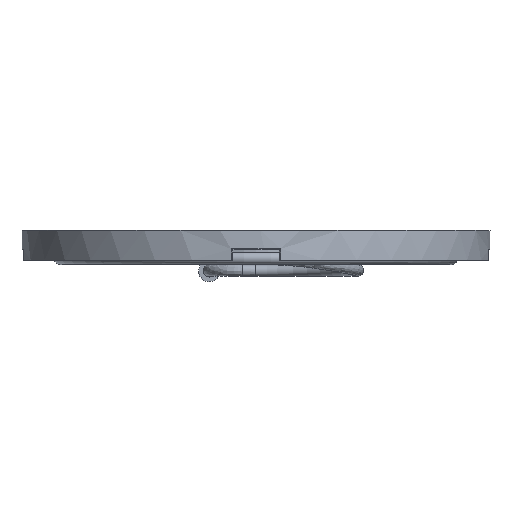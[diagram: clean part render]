
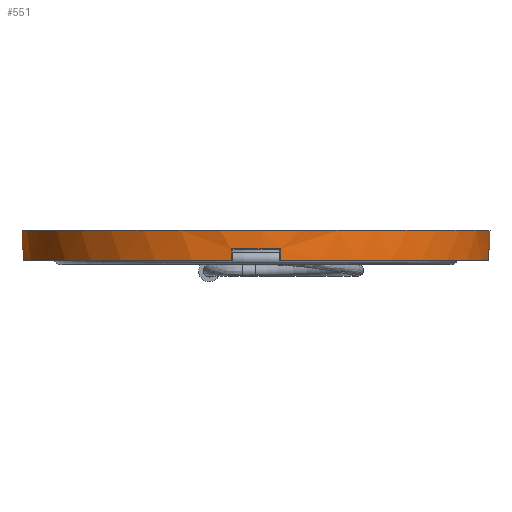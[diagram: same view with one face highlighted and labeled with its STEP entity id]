
A CAD part, top view. The second image highlights one B-rep face of the part: STEP entity #551.
In plain terms, the highlighted cylindrical face has radius 25 mm (diameter 50 mm), a partial arc.
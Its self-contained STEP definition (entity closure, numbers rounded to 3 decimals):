
#551 = ADVANCED_FACE( '', ( #1164 ), #1165, .T. );
#1164 = FACE_OUTER_BOUND( '', #3585, .T. );
#1165 = CYLINDRICAL_SURFACE( '', #3586, 25. );
#3585 = EDGE_LOOP( '', ( #5331, #5332, #5333, #5334, #5335, #5336, #5337, #5338, #5339, #5340, #5341, #5342, #5343, #5344, #5345, #5346 ) );
#3586 = AXIS2_PLACEMENT_3D( '', #5347, #5348, #5349 );
#5331 = ORIENTED_EDGE( '', *, *, #6017, .T. );
#5332 = ORIENTED_EDGE( '', *, *, #6026, .F. );
#5333 = ORIENTED_EDGE( '', *, *, #5909, .F. );
#5334 = ORIENTED_EDGE( '', *, *, #5936, .F. );
#5335 = ORIENTED_EDGE( '', *, *, #5561, .F. );
#5336 = ORIENTED_EDGE( '', *, *, #5779, .T. );
#5337 = ORIENTED_EDGE( '', *, *, #5906, .F. );
#5338 = ORIENTED_EDGE( '', *, *, #5887, .F. );
#5339 = ORIENTED_EDGE( '', *, *, #5602, .F. );
#5340 = ORIENTED_EDGE( '', *, *, #5702, .T. );
#5341 = ORIENTED_EDGE( '', *, *, #5915, .F. );
#5342 = ORIENTED_EDGE( '', *, *, #5881, .F. );
#5343 = ORIENTED_EDGE( '', *, *, #5644, .T. );
#5344 = ORIENTED_EDGE( '', *, *, #6003, .T. );
#5345 = ORIENTED_EDGE( '', *, *, #5913, .F. );
#5346 = ORIENTED_EDGE( '', *, *, #5716, .T. );
#5347 = CARTESIAN_POINT( '', ( 0., -2., 0. ) );
#5348 = DIRECTION( '', ( 0., -1., 0. ) );
#5349 = DIRECTION( '', ( 0., 0., 1. ) );
#5561 = EDGE_CURVE( '', #6154, #6156, #6157, .T. );
#5602 = EDGE_CURVE( '', #6223, #6218, #6225, .T. );
#5644 = EDGE_CURVE( '', #6297, #6294, #6298, .T. );
#5702 = EDGE_CURVE( '', #6223, #6391, #6393, .T. );
#5716 = EDGE_CURVE( '', #6414, #6412, #6415, .T. );
#5779 = EDGE_CURVE( '', #6154, #6511, #6513, .T. );
#5881 = EDGE_CURVE( '', #6297, #6654, #6656, .T. );
#5887 = EDGE_CURVE( '', #6218, #6662, #6664, .T. );
#5906 = EDGE_CURVE( '', #6662, #6511, #6690, .T. );
#5909 = EDGE_CURVE( '', #6693, #6695, #6696, .T. );
#5913 = EDGE_CURVE( '', #6414, #6701, #6702, .T. );
#5915 = EDGE_CURVE( '', #6654, #6391, #6704, .T. );
#5936 = EDGE_CURVE( '', #6156, #6693, #6727, .T. );
#6003 = EDGE_CURVE( '', #6294, #6701, #6804, .T. );
#6017 = EDGE_CURVE( '', #6412, #6818, #6820, .T. );
#6026 = EDGE_CURVE( '', #6695, #6818, #6828, .T. );
#6154 = VERTEX_POINT( '', #7335 );
#6156 = VERTEX_POINT( '', #7338 );
#6157 = CIRCLE( '', #7339, 25. );
#6218 = VERTEX_POINT( '', #7553 );
#6223 = VERTEX_POINT( '', #7559 );
#6225 = CIRCLE( '', #7562, 25. );
#6294 = VERTEX_POINT( '', #7743 );
#6297 = VERTEX_POINT( '', #7747 );
#6298 = CIRCLE( '', #7748, 25. );
#6391 = VERTEX_POINT( '', #8049 );
#6393 = LINE( '', #8052, #8053 );
#6412 = VERTEX_POINT( '', #8099 );
#6414 = VERTEX_POINT( '', #8102 );
#6415 = LINE( '', #8103, #8104 );
#6511 = VERTEX_POINT( '', #8346 );
#6513 = LINE( '', #8349, #8350 );
#6654 = VERTEX_POINT( '', #8867 );
#6656 = LINE( '', #8870, #8871 );
#6662 = VERTEX_POINT( '', #8879 );
#6664 = LINE( '', #8882, #8883 );
#6690 = CIRCLE( '', #8918, 25. );
#6693 = VERTEX_POINT( '', #8921 );
#6695 = VERTEX_POINT( '', #8924 );
#6696 = CIRCLE( '', #8925, 25. );
#6701 = VERTEX_POINT( '', #8933 );
#6702 = CIRCLE( '', #8934, 25. );
#6704 = CIRCLE( '', #8937, 25. );
#6727 = LINE( '', #8977, #8978 );
#6804 = LINE( '', #9145, #9146 );
#6818 = VERTEX_POINT( '', #9164 );
#6820 = CIRCLE( '', #9167, 25. );
#6828 = LINE( '', #9175, #9176 );
#7335 = CARTESIAN_POINT( '', ( -2.66, -3.2, 24.858 ) );
#7338 = CARTESIAN_POINT( '', ( -24.858, -3.2, 2.66 ) );
#7339 = AXIS2_PLACEMENT_3D( '', #9236, #9237, #9238 );
#7553 = CARTESIAN_POINT( '', ( 2.66, -3.2, 24.858 ) );
#7559 = CARTESIAN_POINT( '', ( 24.858, -3.2, 2.66 ) );
#7562 = AXIS2_PLACEMENT_3D( '', #9281, #9282, #9283 );
#7743 = CARTESIAN_POINT( '', ( 9.574, -3.2, -23.094 ) );
#7747 = CARTESIAN_POINT( '', ( 24.858, -3.2, -2.66 ) );
#7748 = AXIS2_PLACEMENT_3D( '', #9313, #9314, #9315 );
#8049 = CARTESIAN_POINT( '', ( 24.858, -2., 2.66 ) );
#8052 = CARTESIAN_POINT( '', ( 24.858, -3.2, 2.66 ) );
#8053 = VECTOR( '', #9357, 1000. );
#8099 = CARTESIAN_POINT( '', ( 9., 0., -23.324 ) );
#8102 = CARTESIAN_POINT( '', ( 9., -2., -23.324 ) );
#8103 = CARTESIAN_POINT( '', ( 9., -2., -23.324 ) );
#8104 = VECTOR( '', #9366, 1000. );
#8346 = CARTESIAN_POINT( '', ( -2.66, -2., 24.858 ) );
#8349 = CARTESIAN_POINT( '', ( -2.66, -3.2, 24.858 ) );
#8350 = VECTOR( '', #9418, 1000. );
#8867 = CARTESIAN_POINT( '', ( 24.858, -2., -2.66 ) );
#8870 = CARTESIAN_POINT( '', ( 24.858, -3.2, -2.66 ) );
#8871 = VECTOR( '', #9504, 1000. );
#8879 = CARTESIAN_POINT( '', ( 2.66, -2., 24.858 ) );
#8882 = CARTESIAN_POINT( '', ( 2.66, -3.2, 24.858 ) );
#8883 = VECTOR( '', #9508, 1000. );
#8918 = AXIS2_PLACEMENT_3D( '', #9524, #9525, #9526 );
#8921 = CARTESIAN_POINT( '', ( -24.858, -2., 2.66 ) );
#8924 = CARTESIAN_POINT( '', ( -24.98, -2., 1. ) );
#8925 = AXIS2_PLACEMENT_3D( '', #9531, #9532, #9533 );
#8933 = CARTESIAN_POINT( '', ( 9.574, -2., -23.094 ) );
#8934 = AXIS2_PLACEMENT_3D( '', #9537, #9538, #9539 );
#8937 = AXIS2_PLACEMENT_3D( '', #9541, #9542, #9543 );
#8977 = CARTESIAN_POINT( '', ( -24.858, -3.2, 2.66 ) );
#8978 = VECTOR( '', #9556, 1000. );
#9145 = CARTESIAN_POINT( '', ( 9.574, -3.2, -23.094 ) );
#9146 = VECTOR( '', #9597, 1000. );
#9164 = CARTESIAN_POINT( '', ( -24.98, 0., 1. ) );
#9167 = AXIS2_PLACEMENT_3D( '', #9603, #9604, #9605 );
#9175 = CARTESIAN_POINT( '', ( -24.98, -2., 1. ) );
#9176 = VECTOR( '', #9606, 1000. );
#9236 = CARTESIAN_POINT( '', ( 0., -3.2, 0. ) );
#9237 = DIRECTION( '', ( 0., -1., 0. ) );
#9238 = DIRECTION( '', ( 1., 0., 0. ) );
#9281 = CARTESIAN_POINT( '', ( 0., -3.2, 0. ) );
#9282 = DIRECTION( '', ( 0., -1., 0. ) );
#9283 = DIRECTION( '', ( -1., 0., 0. ) );
#9313 = CARTESIAN_POINT( '', ( 0., -3.2, 0. ) );
#9314 = DIRECTION( '', ( 0., 1., 0. ) );
#9315 = DIRECTION( '', ( -1., 0., 0. ) );
#9357 = DIRECTION( '', ( 0., 1., 0. ) );
#9366 = DIRECTION( '', ( 0., 1., 0. ) );
#9418 = DIRECTION( '', ( 0., 1., 0. ) );
#9504 = DIRECTION( '', ( 0., 1., 0. ) );
#9508 = DIRECTION( '', ( 0., 1., 0. ) );
#9524 = CARTESIAN_POINT( '', ( 0., -2., 0. ) );
#9525 = DIRECTION( '', ( 0., -1., 0. ) );
#9526 = DIRECTION( '', ( -1., 0., 0. ) );
#9531 = CARTESIAN_POINT( '', ( 0., -2., 0. ) );
#9532 = DIRECTION( '', ( 0., -1., 0. ) );
#9533 = DIRECTION( '', ( -1., 0., 0. ) );
#9537 = CARTESIAN_POINT( '', ( 0., -2., 0. ) );
#9538 = DIRECTION( '', ( 0., -1., 0. ) );
#9539 = DIRECTION( '', ( -1., 0., 0. ) );
#9541 = CARTESIAN_POINT( '', ( 0., -2., 0. ) );
#9542 = DIRECTION( '', ( 0., -1., 0. ) );
#9543 = DIRECTION( '', ( -1., 0., 0. ) );
#9556 = DIRECTION( '', ( 0., 1., 0. ) );
#9597 = DIRECTION( '', ( 0., 1., 0. ) );
#9603 = CARTESIAN_POINT( '', ( 0., 0., 0. ) );
#9604 = DIRECTION( '', ( 0., -1., 0. ) );
#9605 = DIRECTION( '', ( -1., 0., 0. ) );
#9606 = DIRECTION( '', ( 0., 1., 0. ) );
